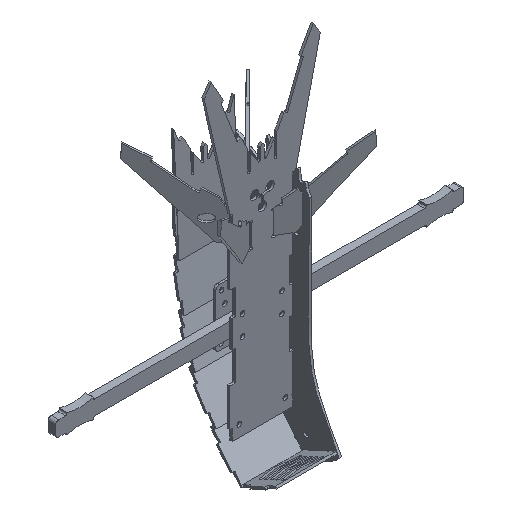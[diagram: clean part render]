
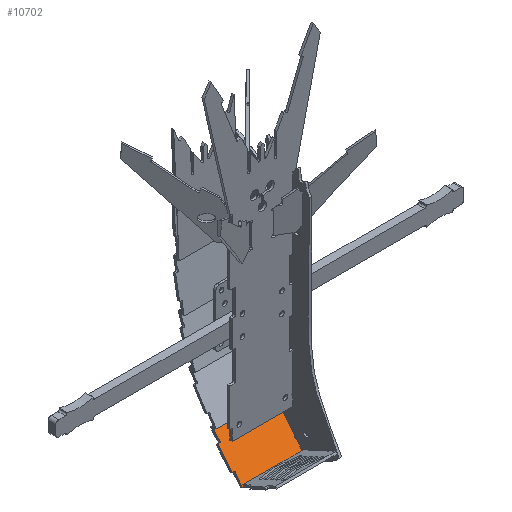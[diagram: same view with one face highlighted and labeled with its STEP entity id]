
A CAD part, isometric view. The second image highlights one B-rep face of the part: STEP entity #10702.
In plain terms, the highlighted planar face has unit normal (0, -0.777, 0.629).
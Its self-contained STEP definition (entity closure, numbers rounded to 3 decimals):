
#407=PLANE('',#11517);
#854=FACE_OUTER_BOUND('',#1464,.T.);
#1464=EDGE_LOOP('',(#8822,#8823,#8824,#8825,#8826,#8827,#8828,#8829,#8830,
#8831,#8832,#8833,#8834,#8835,#8836,#8837,#8838,#8839,#8840,#8841));
#2361=LINE('',#17883,#3467);
#2363=LINE('',#17889,#3469);
#2377=LINE('',#17932,#3483);
#2379=LINE('',#17938,#3485);
#2380=LINE('',#17942,#3486);
#2381=LINE('',#17946,#3487);
#2382=LINE('',#17948,#3488);
#2383=LINE('',#17952,#3489);
#2384=LINE('',#17956,#3490);
#2385=LINE('',#17960,#3491);
#2386=LINE('',#17964,#3492);
#2387=LINE('',#17965,#3493);
#3467=VECTOR('',#13624,10.);
#3469=VECTOR('',#13628,10.);
#3483=VECTOR('',#13662,10.);
#3485=VECTOR('',#13668,10.);
#3486=VECTOR('',#13671,10.);
#3487=VECTOR('',#13674,10.);
#3488=VECTOR('',#13677,10.);
#3489=VECTOR('',#13680,10.);
#3490=VECTOR('',#13683,10.);
#3491=VECTOR('',#13686,10.);
#3492=VECTOR('',#13689,10.);
#3493=VECTOR('',#13690,10.);
#4180=CIRCLE('',#11518,0.75);
#4181=CIRCLE('',#11519,0.25);
#4182=CIRCLE('',#11520,0.25);
#4183=CIRCLE('',#11521,0.75);
#4184=CIRCLE('',#11522,0.75);
#4185=CIRCLE('',#11523,0.25);
#4186=CIRCLE('',#11524,0.25);
#4187=CIRCLE('',#11525,0.75);
#4946=VERTEX_POINT('',#17876);
#4949=VERTEX_POINT('',#17881);
#4951=VERTEX_POINT('',#17886);
#4952=VERTEX_POINT('',#17888);
#4970=VERTEX_POINT('',#17929);
#4971=VERTEX_POINT('',#17931);
#4972=VERTEX_POINT('',#17935);
#4973=VERTEX_POINT('',#17937);
#4974=VERTEX_POINT('',#17939);
#4975=VERTEX_POINT('',#17941);
#4976=VERTEX_POINT('',#17943);
#4977=VERTEX_POINT('',#17945);
#4978=VERTEX_POINT('',#17949);
#4979=VERTEX_POINT('',#17951);
#4980=VERTEX_POINT('',#17953);
#4981=VERTEX_POINT('',#17955);
#4982=VERTEX_POINT('',#17957);
#4983=VERTEX_POINT('',#17959);
#4984=VERTEX_POINT('',#17961);
#4985=VERTEX_POINT('',#17963);
#6310=EDGE_CURVE('',#4946,#4949,#2361,.T.);
#6312=EDGE_CURVE('',#4952,#4951,#2363,.T.);
#6334=EDGE_CURVE('',#4970,#4971,#2377,.F.);
#6336=EDGE_CURVE('',#4951,#4972,#4180,.T.);
#6337=EDGE_CURVE('',#4972,#4973,#2379,.T.);
#6338=EDGE_CURVE('',#4973,#4974,#4181,.T.);
#6339=EDGE_CURVE('',#4974,#4975,#2380,.T.);
#6340=EDGE_CURVE('',#4975,#4976,#4182,.T.);
#6341=EDGE_CURVE('',#4976,#4977,#2381,.T.);
#6342=EDGE_CURVE('',#4977,#4946,#4183,.T.);
#6343=EDGE_CURVE('',#4949,#4971,#2382,.T.);
#6344=EDGE_CURVE('',#4970,#4978,#4184,.T.);
#6345=EDGE_CURVE('',#4978,#4979,#2383,.T.);
#6346=EDGE_CURVE('',#4979,#4980,#4185,.T.);
#6347=EDGE_CURVE('',#4980,#4981,#2384,.T.);
#6348=EDGE_CURVE('',#4981,#4982,#4186,.T.);
#6349=EDGE_CURVE('',#4982,#4983,#2385,.T.);
#6350=EDGE_CURVE('',#4983,#4984,#4187,.T.);
#6351=EDGE_CURVE('',#4985,#4984,#2386,.F.);
#6352=EDGE_CURVE('',#4952,#4985,#2387,.F.);
#8822=ORIENTED_EDGE('',*,*,#6336,.T.);
#8823=ORIENTED_EDGE('',*,*,#6337,.T.);
#8824=ORIENTED_EDGE('',*,*,#6338,.T.);
#8825=ORIENTED_EDGE('',*,*,#6339,.T.);
#8826=ORIENTED_EDGE('',*,*,#6340,.T.);
#8827=ORIENTED_EDGE('',*,*,#6341,.T.);
#8828=ORIENTED_EDGE('',*,*,#6342,.T.);
#8829=ORIENTED_EDGE('',*,*,#6310,.T.);
#8830=ORIENTED_EDGE('',*,*,#6343,.T.);
#8831=ORIENTED_EDGE('',*,*,#6334,.F.);
#8832=ORIENTED_EDGE('',*,*,#6344,.T.);
#8833=ORIENTED_EDGE('',*,*,#6345,.T.);
#8834=ORIENTED_EDGE('',*,*,#6346,.T.);
#8835=ORIENTED_EDGE('',*,*,#6347,.T.);
#8836=ORIENTED_EDGE('',*,*,#6348,.T.);
#8837=ORIENTED_EDGE('',*,*,#6349,.T.);
#8838=ORIENTED_EDGE('',*,*,#6350,.T.);
#8839=ORIENTED_EDGE('',*,*,#6351,.F.);
#8840=ORIENTED_EDGE('',*,*,#6352,.F.);
#8841=ORIENTED_EDGE('',*,*,#6312,.T.);
#10702=ADVANCED_FACE('',(#854),#407,.T.);
#11517=AXIS2_PLACEMENT_3D('',#17934,#13664,#13665);
#11518=AXIS2_PLACEMENT_3D('',#17936,#13666,#13667);
#11519=AXIS2_PLACEMENT_3D('',#17940,#13669,#13670);
#11520=AXIS2_PLACEMENT_3D('',#17944,#13672,#13673);
#11521=AXIS2_PLACEMENT_3D('',#17947,#13675,#13676);
#11522=AXIS2_PLACEMENT_3D('',#17950,#13678,#13679);
#11523=AXIS2_PLACEMENT_3D('',#17954,#13681,#13682);
#11524=AXIS2_PLACEMENT_3D('',#17958,#13684,#13685);
#11525=AXIS2_PLACEMENT_3D('',#17962,#13687,#13688);
#13624=DIRECTION('',(0.,0.629,0.777));
#13628=DIRECTION('',(0.,0.629,0.777));
#13662=DIRECTION('',(0.,-0.629,-0.777));
#13664=DIRECTION('center_axis',(0.,-0.777,
0.629));
#13665=DIRECTION('ref_axis',(0.,0.629,0.777));
#13666=DIRECTION('center_axis',(0.,0.777,
-0.629));
#13667=DIRECTION('ref_axis',(-0.551,-0.525,-0.649));
#13668=DIRECTION('',(1.,0.,0.));
#13669=DIRECTION('center_axis',(0.,-0.777,
0.629));
#13670=DIRECTION('ref_axis',(1.,0.,0.));
#13671=DIRECTION('',(0.,0.629,0.777));
#13672=DIRECTION('center_axis',(0.,-0.777,
0.629));
#13673=DIRECTION('ref_axis',(0.,0.629,0.777));
#13674=DIRECTION('',(-1.,0.,0.));
#13675=DIRECTION('center_axis',(0.,0.777,
-0.629));
#13676=DIRECTION('ref_axis',(0.183,-0.619,-0.764));
#13677=DIRECTION('',(-1.,0.,0.));
#13678=DIRECTION('center_axis',(0.,0.777,
-0.629));
#13679=DIRECTION('ref_axis',(0.551,0.525,0.649));
#13680=DIRECTION('',(-1.,0.,0.));
#13681=DIRECTION('center_axis',(0.,-0.777,
0.629));
#13682=DIRECTION('ref_axis',(-1.,0.,0.));
#13683=DIRECTION('',(0.,-0.629,-0.777));
#13684=DIRECTION('center_axis',(0.,-0.777,
0.629));
#13685=DIRECTION('ref_axis',(0.,-0.629,-0.777));
#13686=DIRECTION('',(1.,0.,0.));
#13687=DIRECTION('center_axis',(0.,0.777,
-0.629));
#13688=DIRECTION('ref_axis',(-0.183,0.619,0.764));
#13689=DIRECTION('',(0.,-0.629,-0.777));
#13690=DIRECTION('',(1.,0.,0.));
#17876=CARTESIAN_POINT('',(19.935,52.118,-151.163));
#17881=CARTESIAN_POINT('',(19.935,56.61,-145.617));
#17883=CARTESIAN_POINT('',(19.935,41.506,-164.268));
#17886=CARTESIAN_POINT('',(19.935,40.963,-164.939));
#17888=CARTESIAN_POINT('',(19.935,36.471,-170.486));
#17889=CARTESIAN_POINT('',(19.935,41.506,-164.268));
#17929=CARTESIAN_POINT('',(-20.065,52.118,-151.163));
#17931=CARTESIAN_POINT('',(-20.065,56.61,-145.617));
#17932=CARTESIAN_POINT('',(-20.065,41.506,-164.268));
#17934=CARTESIAN_POINT('Origin',(19.935,36.471,-170.486));
#17935=CARTESIAN_POINT('',(20.486,41.821,-163.88));
#17936=CARTESIAN_POINT('Origin',(20.348,41.357,-164.453));
#17937=CARTESIAN_POINT('',(21.185,41.821,-163.88));
#17938=CARTESIAN_POINT('',(20.486,41.821,-163.88));
#17939=CARTESIAN_POINT('',(21.435,41.978,-163.686));
#17940=CARTESIAN_POINT('Origin',(21.185,41.978,-163.686));
#17941=CARTESIAN_POINT('',(21.435,51.103,-152.417));
#17942=CARTESIAN_POINT('',(21.435,51.103,-152.417));
#17943=CARTESIAN_POINT('',(21.185,51.26,-152.223));
#17944=CARTESIAN_POINT('Origin',(21.185,51.103,-152.417));
#17945=CARTESIAN_POINT('',(20.486,51.26,-152.223));
#17946=CARTESIAN_POINT('',(20.486,51.26,-152.223));
#17947=CARTESIAN_POINT('Origin',(20.348,51.724,-151.65));
#17948=CARTESIAN_POINT('',(19.935,56.61,-145.617));
#17949=CARTESIAN_POINT('',(-20.615,51.26,-152.223));
#17950=CARTESIAN_POINT('Origin',(-20.478,51.724,-151.65));
#17951=CARTESIAN_POINT('',(-21.315,51.26,-152.223));
#17952=CARTESIAN_POINT('',(-20.615,51.26,-152.223));
#17953=CARTESIAN_POINT('',(-21.565,51.103,-152.417));
#17954=CARTESIAN_POINT('Origin',(-21.315,51.103,-152.417));
#17955=CARTESIAN_POINT('',(-21.565,41.978,-163.686));
#17956=CARTESIAN_POINT('',(-21.565,51.103,-152.417));
#17957=CARTESIAN_POINT('',(-21.315,41.821,-163.88));
#17958=CARTESIAN_POINT('Origin',(-21.315,41.978,-163.686));
#17959=CARTESIAN_POINT('',(-20.615,41.821,-163.88));
#17960=CARTESIAN_POINT('',(-20.615,41.821,-163.88));
#17961=CARTESIAN_POINT('',(-20.065,40.963,-164.939));
#17962=CARTESIAN_POINT('Origin',(-20.478,41.357,-164.453));
#17963=CARTESIAN_POINT('',(-20.065,36.471,-170.486));
#17964=CARTESIAN_POINT('',(-20.065,41.506,-164.268));
#17965=CARTESIAN_POINT('',(19.935,36.471,-170.486));
